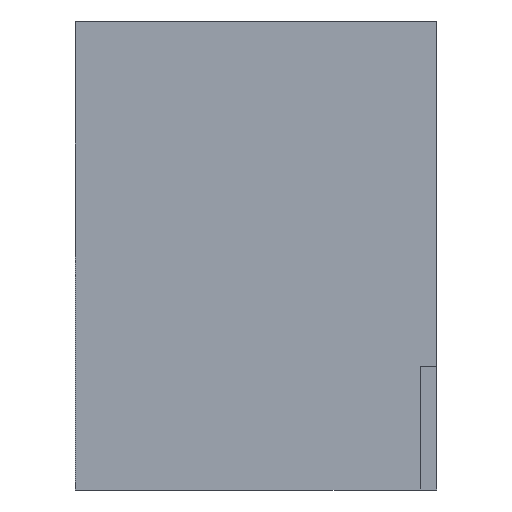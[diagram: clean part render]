
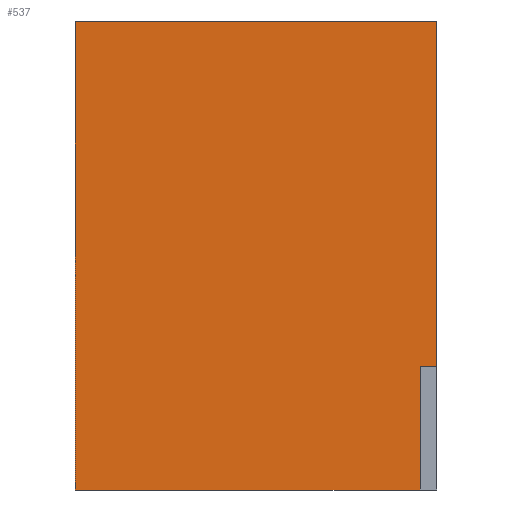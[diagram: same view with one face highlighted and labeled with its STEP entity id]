
A CAD part, left-side view. The second image highlights one B-rep face of the part: STEP entity #537.
In plain terms, the highlighted planar face has unit normal (-1, 0, 0).
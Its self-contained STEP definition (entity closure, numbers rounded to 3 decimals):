
#158 = VERTEX_POINT('',#159);
#159 = CARTESIAN_POINT('',(-40.,-22.,57.));
#165 = EDGE_CURVE('',#166,#158,#168,.T.);
#166 = VERTEX_POINT('',#167);
#167 = CARTESIAN_POINT('',(-40.,-22.,15.));
#168 = LINE('',#169,#170);
#169 = CARTESIAN_POINT('',(-40.,-22.,0.));
#170 = VECTOR('',#171,1.);
#171 = DIRECTION('',(0.,0.,1.));
#212 = EDGE_CURVE('',#213,#158,#215,.T.);
#213 = VERTEX_POINT('',#214);
#214 = CARTESIAN_POINT('',(-40.,22.,57.));
#215 = LINE('',#216,#217);
#216 = CARTESIAN_POINT('',(-40.,22.,57.));
#217 = VECTOR('',#218,1.);
#218 = DIRECTION('',(0.,-1.,0.));
#271 = VERTEX_POINT('',#272);
#272 = CARTESIAN_POINT('',(-40.,22.,0.));
#278 = EDGE_CURVE('',#271,#213,#279,.T.);
#279 = LINE('',#280,#281);
#280 = CARTESIAN_POINT('',(-40.,22.,0.));
#281 = VECTOR('',#282,1.);
#282 = DIRECTION('',(0.,0.,1.));
#357 = VERTEX_POINT('',#358);
#358 = CARTESIAN_POINT('',(-40.,-20.,0.));
#364 = EDGE_CURVE('',#271,#357,#365,.T.);
#365 = LINE('',#366,#367);
#366 = CARTESIAN_POINT('',(-40.,22.,0.));
#367 = VECTOR('',#368,1.);
#368 = DIRECTION('',(0.,-1.,0.));
#537 = ADVANCED_FACE('',(#538),#558,.T.);
#538 = FACE_BOUND('',#539,.T.);
#539 = EDGE_LOOP('',(#540,#541,#542,#550,#556,#557));
#540 = ORIENTED_EDGE('',*,*,#278,.F.);
#541 = ORIENTED_EDGE('',*,*,#364,.T.);
#542 = ORIENTED_EDGE('',*,*,#543,.F.);
#543 = EDGE_CURVE('',#544,#357,#546,.T.);
#544 = VERTEX_POINT('',#545);
#545 = CARTESIAN_POINT('',(-40.,-20.,15.));
#546 = LINE('',#547,#548);
#547 = CARTESIAN_POINT('',(-40.,-20.,15.));
#548 = VECTOR('',#549,1.);
#549 = DIRECTION('',(0.,0.,-1.));
#550 = ORIENTED_EDGE('',*,*,#551,.F.);
#551 = EDGE_CURVE('',#166,#544,#552,.T.);
#552 = LINE('',#553,#554);
#553 = CARTESIAN_POINT('',(-40.,-22.,15.));
#554 = VECTOR('',#555,1.);
#555 = DIRECTION('',(0.,1.,0.));
#556 = ORIENTED_EDGE('',*,*,#165,.T.);
#557 = ORIENTED_EDGE('',*,*,#212,.F.);
#558 = PLANE('',#559);
#559 = AXIS2_PLACEMENT_3D('',#560,#561,#562);
#560 = CARTESIAN_POINT('',(-40.,0.,28.5));
#561 = DIRECTION('',(-1.,-0.,-0.));
#562 = DIRECTION('',(0.,0.,-1.));
